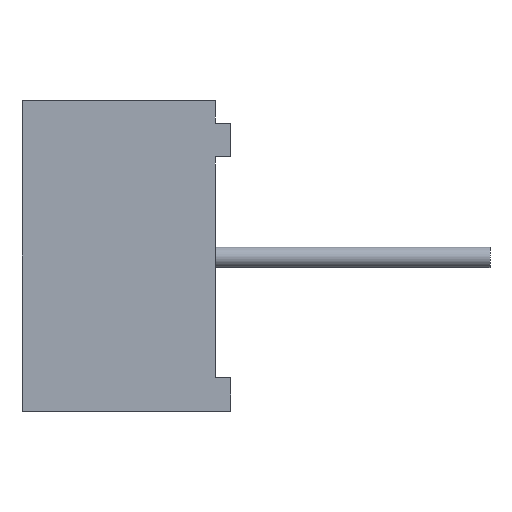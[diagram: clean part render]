
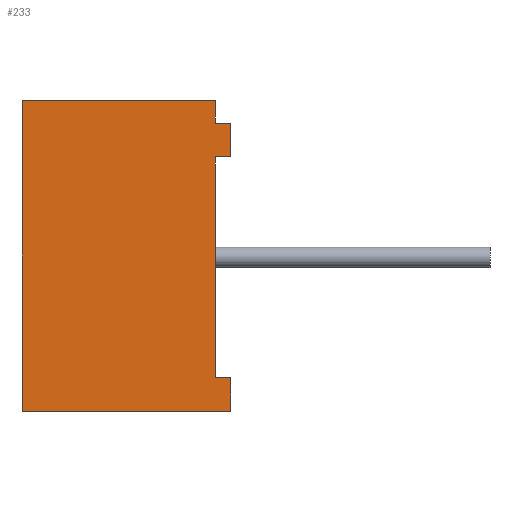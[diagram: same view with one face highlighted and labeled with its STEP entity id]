
A CAD part, left-side view. The second image highlights one B-rep face of the part: STEP entity #233.
In plain terms, the highlighted planar face has unit normal (-1, 0, 0).
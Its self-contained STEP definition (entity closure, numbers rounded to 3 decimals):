
#100 = ORIENTED_EDGE ( 'NONE', *, *, #2368, .F. ) ;
#138 = CARTESIAN_POINT ( 'NONE',  ( -3.3, 0.35, 3.022 ) ) ;
#233 = ADVANCED_FACE ( 'NONE', ( #2551 ), #3011, .F. ) ;
#264 = CARTESIAN_POINT ( 'NONE',  ( -3.3, 4.7, -3.47 ) ) ;
#296 = EDGE_CURVE ( 'NONE', #1108, #1054, #2137, .T. ) ;
#298 = DIRECTION ( 'NONE',  ( 0., -1., 0. ) ) ;
#332 = VECTOR ( 'NONE', #436, 1000. ) ;
#365 = LINE ( 'NONE', #264, #2689 ) ;
#427 = CARTESIAN_POINT ( 'NONE',  ( -3.3, 4.7, -3.47 ) ) ;
#436 = DIRECTION ( 'NONE',  ( 0., 0., -1. ) ) ;
#442 = DIRECTION ( 'NONE',  ( 0., 0., -1. ) ) ;
#445 = CARTESIAN_POINT ( 'NONE',  ( -3.3, 0.35, 0. ) ) ;
#455 = DIRECTION ( 'NONE',  ( 0., -1., 0. ) ) ;
#462 = ORIENTED_EDGE ( 'NONE', *, *, #3297, .T. ) ;
#475 = ORIENTED_EDGE ( 'NONE', *, *, #551, .T. ) ;
#511 = LINE ( 'NONE', #1858, #2421 ) ;
#551 = EDGE_CURVE ( 'NONE', #1017, #1127, #365, .T. ) ;
#611 = VECTOR ( 'NONE', #2806, 1000. ) ;
#660 = CARTESIAN_POINT ( 'NONE',  ( -3.3, 0., -2.708 ) ) ;
#726 = ORIENTED_EDGE ( 'NONE', *, *, #2399, .T. ) ;
#786 = VERTEX_POINT ( 'NONE', #2152 ) ;
#792 = DIRECTION ( 'NONE',  ( 0., -1., 0. ) ) ;
#955 = EDGE_CURVE ( 'NONE', #3384, #2738, #1767, .T. ) ;
#957 = ORIENTED_EDGE ( 'NONE', *, *, #3162, .F. ) ;
#1017 = VERTEX_POINT ( 'NONE', #3379 ) ;
#1054 = VERTEX_POINT ( 'NONE', #3656 ) ;
#1073 = VERTEX_POINT ( 'NONE', #2268 ) ;
#1108 = VERTEX_POINT ( 'NONE', #2263 ) ;
#1127 = VERTEX_POINT ( 'NONE', #2540 ) ;
#1163 = LINE ( 'NONE', #1299, #2198 ) ;
#1259 = VECTOR ( 'NONE', #455, 1000. ) ;
#1277 = DIRECTION ( 'NONE',  ( 0., 0., -1. ) ) ;
#1297 = ORIENTED_EDGE ( 'NONE', *, *, #2381, .F. ) ;
#1299 = CARTESIAN_POINT ( 'NONE',  ( -3.3, 0., -3.47 ) ) ;
#1397 = AXIS2_PLACEMENT_3D ( 'NONE', #427, #2415, #1277 ) ;
#1492 = EDGE_CURVE ( 'NONE', #1073, #3526, #1612, .T. ) ;
#1581 = DIRECTION ( 'NONE',  ( 0., 0., 1. ) ) ;
#1612 = LINE ( 'NONE', #445, #332 ) ;
#1617 = CARTESIAN_POINT ( 'NONE',  ( -3.3, 0.35, 2.26 ) ) ;
#1673 = CARTESIAN_POINT ( 'NONE',  ( -3.3, 0.35, -2.708 ) ) ;
#1767 = LINE ( 'NONE', #1673, #611 ) ;
#1788 = ORIENTED_EDGE ( 'NONE', *, *, #296, .T. ) ;
#1858 = CARTESIAN_POINT ( 'NONE',  ( -3.3, 0.35, 0. ) ) ;
#2038 = ORIENTED_EDGE ( 'NONE', *, *, #955, .F. ) ;
#2098 = VECTOR ( 'NONE', #792, 1000. ) ;
#2137 = LINE ( 'NONE', #1617, #2098 ) ;
#2152 = CARTESIAN_POINT ( 'NONE',  ( -3.3, 0., 3.022 ) ) ;
#2167 = ORIENTED_EDGE ( 'NONE', *, *, #1492, .F. ) ;
#2189 = CARTESIAN_POINT ( 'NONE',  ( -3.3, 0., -3.47 ) ) ;
#2198 = VECTOR ( 'NONE', #1581, 1000. ) ;
#2249 = CARTESIAN_POINT ( 'NONE',  ( -3.3, 0.35, -2.708 ) ) ;
#2263 = CARTESIAN_POINT ( 'NONE',  ( -3.3, 0.35, 2.26 ) ) ;
#2268 = CARTESIAN_POINT ( 'NONE',  ( -3.3, 0.35, 3.53 ) ) ;
#2298 = VECTOR ( 'NONE', #2683, 1000. ) ;
#2368 = EDGE_CURVE ( 'NONE', #1108, #3384, #511, .T. ) ;
#2381 = EDGE_CURVE ( 'NONE', #3212, #1073, #2608, .T. ) ;
#2399 = EDGE_CURVE ( 'NONE', #1127, #2738, #2927, .T. ) ;
#2415 = DIRECTION ( 'NONE',  ( 1., 0., 0. ) ) ;
#2421 = VECTOR ( 'NONE', #442, 1000. ) ;
#2540 = CARTESIAN_POINT ( 'NONE',  ( -3.3, 0., -3.47 ) ) ;
#2551 = FACE_OUTER_BOUND ( 'NONE', #3684, .T. ) ;
#2608 = LINE ( 'NONE', #3317, #1259 ) ;
#2683 = DIRECTION ( 'NONE',  ( 0., -1., 0. ) ) ;
#2689 = VECTOR ( 'NONE', #298, 1000. ) ;
#2738 = VERTEX_POINT ( 'NONE', #660 ) ;
#2756 = CARTESIAN_POINT ( 'NONE',  ( -3.3, 4.7, -3.47 ) ) ;
#2788 = DIRECTION ( 'NONE',  ( 0., 0., 1. ) ) ;
#2806 = DIRECTION ( 'NONE',  ( 0., -1., 0. ) ) ;
#2927 = LINE ( 'NONE', #2189, #3468 ) ;
#2954 = CARTESIAN_POINT ( 'NONE',  ( -3.3, 0.35, 3.022 ) ) ;
#3005 = ORIENTED_EDGE ( 'NONE', *, *, #3241, .F. ) ;
#3011 = PLANE ( 'NONE',  #1397 ) ;
#3162 = EDGE_CURVE ( 'NONE', #3526, #786, #3194, .T. ) ;
#3190 = LINE ( 'NONE', #2756, #3326 ) ;
#3194 = LINE ( 'NONE', #138, #2298 ) ;
#3212 = VERTEX_POINT ( 'NONE', #3621 ) ;
#3241 = EDGE_CURVE ( 'NONE', #1017, #3212, #3190, .T. ) ;
#3297 = EDGE_CURVE ( 'NONE', #1054, #786, #1163, .T. ) ;
#3317 = CARTESIAN_POINT ( 'NONE',  ( -3.3, 4.7, 3.53 ) ) ;
#3326 = VECTOR ( 'NONE', #3576, 1000. ) ;
#3379 = CARTESIAN_POINT ( 'NONE',  ( -3.3, 4.7, -3.47 ) ) ;
#3384 = VERTEX_POINT ( 'NONE', #2249 ) ;
#3468 = VECTOR ( 'NONE', #2788, 1000. ) ;
#3526 = VERTEX_POINT ( 'NONE', #2954 ) ;
#3576 = DIRECTION ( 'NONE',  ( 0., 0., 1. ) ) ;
#3621 = CARTESIAN_POINT ( 'NONE',  ( -3.3, 4.7, 3.53 ) ) ;
#3656 = CARTESIAN_POINT ( 'NONE',  ( -3.3, 0., 2.26 ) ) ;
#3684 = EDGE_LOOP ( 'NONE', ( #462, #957, #2167, #1297, #3005, #475, #726, #2038, #100, #1788 ) ) ;
